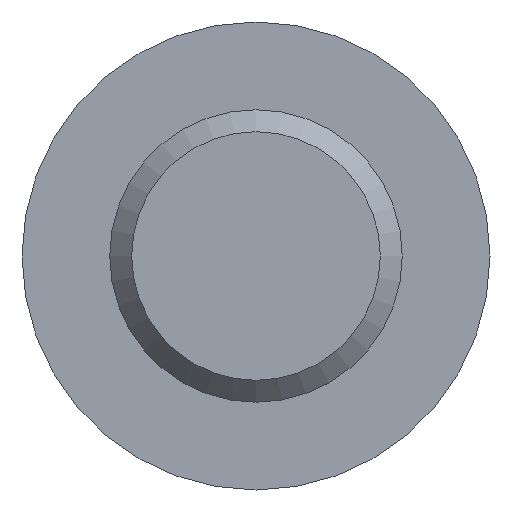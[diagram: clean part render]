
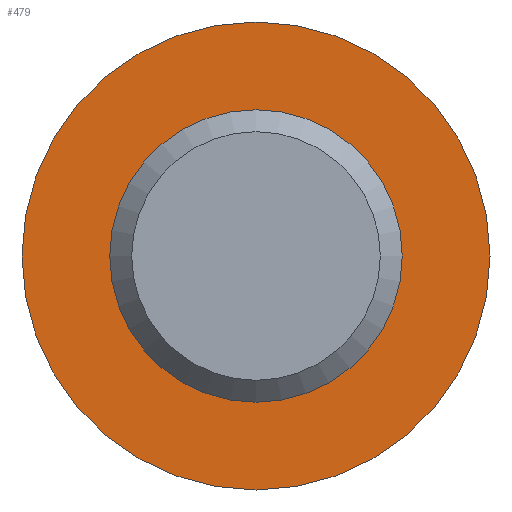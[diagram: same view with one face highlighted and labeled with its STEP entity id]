
A CAD part, front view. The second image highlights one B-rep face of the part: STEP entity #479.
In plain terms, the highlighted planar face has unit normal (0, -1, 0).
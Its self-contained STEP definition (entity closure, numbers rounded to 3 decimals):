
#27 = PLANE ( 'NONE',  #374 ) ;
#41 = CIRCLE ( 'NONE', #161, 5. ) ;
#68 = FACE_BOUND ( 'NONE', #98, .T. ) ;
#98 = EDGE_LOOP ( 'NONE', ( #460 ) ) ;
#119 = EDGE_CURVE ( 'NONE', #414, #414, #41, .T. ) ;
#120 = CARTESIAN_POINT ( 'NONE',  ( 0., 80., -8. ) ) ;
#132 = EDGE_LOOP ( 'NONE', ( #273 ) ) ;
#158 = CARTESIAN_POINT ( 'NONE',  ( 0., 80., 0. ) ) ;
#159 = DIRECTION ( 'NONE',  ( 0., 1., 0. ) ) ;
#161 = AXIS2_PLACEMENT_3D ( 'NONE', #253, #421, #388 ) ;
#167 = CARTESIAN_POINT ( 'NONE',  ( 0., 80., -5. ) ) ;
#253 = CARTESIAN_POINT ( 'NONE',  ( 0., 80., 0. ) ) ;
#273 = ORIENTED_EDGE ( 'NONE', *, *, #335, .T. ) ;
#281 = CARTESIAN_POINT ( 'NONE',  ( -5., 80., 0. ) ) ;
#319 = DIRECTION ( 'NONE',  ( 0., -1., 0. ) ) ;
#324 = DIRECTION ( 'NONE',  ( 0., 0., 1. ) ) ;
#335 = EDGE_CURVE ( 'NONE', #378, #378, #401, .T. ) ;
#369 = DIRECTION ( 'NONE',  ( 0., 0., -1. ) ) ;
#374 = AXIS2_PLACEMENT_3D ( 'NONE', #281, #159, #324 ) ;
#378 = VERTEX_POINT ( 'NONE', #120 ) ;
#388 = DIRECTION ( 'NONE',  ( 0., 0., -1. ) ) ;
#401 = CIRCLE ( 'NONE', #514, 8. ) ;
#405 = FACE_OUTER_BOUND ( 'NONE', #132, .T. ) ;
#414 = VERTEX_POINT ( 'NONE', #167 ) ;
#421 = DIRECTION ( 'NONE',  ( 0., -1., 0. ) ) ;
#460 = ORIENTED_EDGE ( 'NONE', *, *, #119, .F. ) ;
#479 = ADVANCED_FACE ( 'NONE', ( #68, #405 ), #27, .F. ) ;
#514 = AXIS2_PLACEMENT_3D ( 'NONE', #158, #319, #369 ) ;
